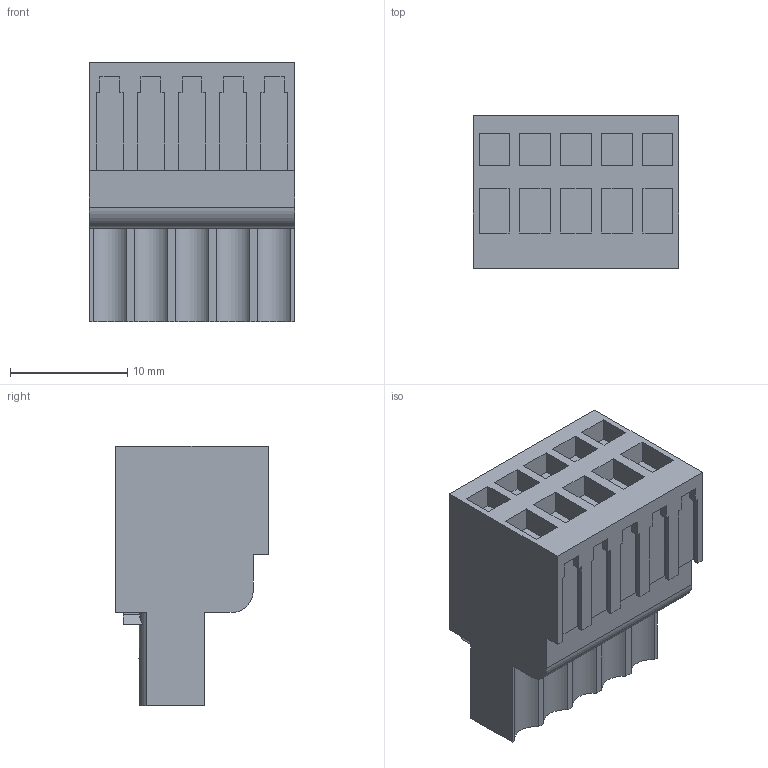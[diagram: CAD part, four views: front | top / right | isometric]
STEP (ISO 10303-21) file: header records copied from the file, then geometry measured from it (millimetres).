
FILE_DESCRIPTION(('CATIA V5 STEP Exchange','CAx-IF Rec.Pracs.--- Model Styling and Organization---1.2---2011-12-15'),'2;1');
FILE_NAME ('D1454522_0_1690220000_1690220000.stp','2017-05-25T08:38:35+00:00',('none'),('Weidmueller'),'CATIA Version 5-6 Release 2014','CATIA V5 STEP AP214','none');
FILE_SCHEMA(('AUTOMOTIVE_DESIGN { 1 0 10303 214 1 1 1 1 }'));
Length unit declared in the file: millimetre
Products named in the file (1): 1690220000
Bounding box: 17.5 x 13 x 22.1 mm (x, y, z)
Volume: 3385.8 mm3; surface area: 2269.4 mm2
Topology: 1 solids, 1 shells, 288 faces, 803 edges, 542 vertices
Faces by surface type: plane 277, cylinder 11
Entity records: 8719 total; most frequent: ORIENTED_EDGE 1606, CARTESIAN_POINT 1588, DIRECTION 1217, EDGE_CURVE 803, VECTOR 751, LINE 751, VERTEX_POINT 542, EDGE_LOOP 313
